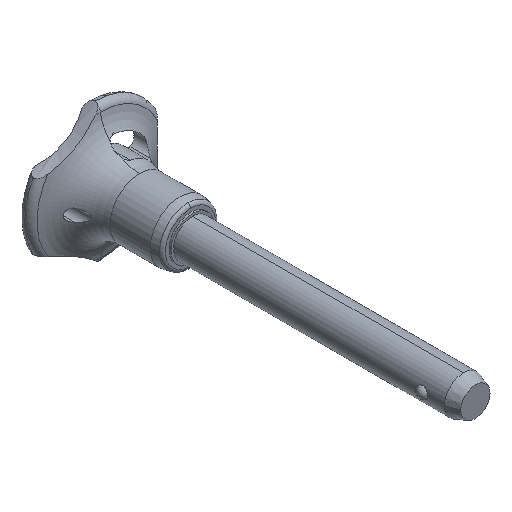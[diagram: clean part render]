
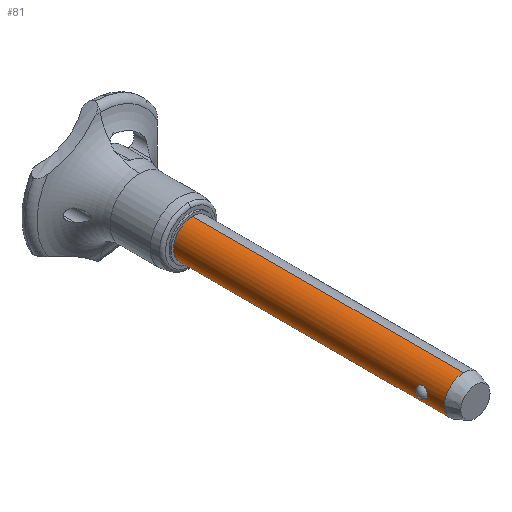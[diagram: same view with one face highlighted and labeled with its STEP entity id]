
A CAD part, isometric view. The second image highlights one B-rep face of the part: STEP entity #81.
In plain terms, the highlighted cylindrical face has radius 3.969 mm (diameter 7.938 mm), a partial arc.
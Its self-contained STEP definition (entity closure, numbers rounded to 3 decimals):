
#81=ADVANCED_FACE('',(#206,#207),#208,.T.);
#206=FACE_OUTER_BOUND('',#378,.T.);
#207=FACE_BOUND('',#379,.T.);
#208=CYLINDRICAL_SURFACE('',#380,3.969);
#378=EDGE_LOOP('',(#558,#559,#560,#561,#562));
#379=EDGE_LOOP('',(#563,#564));
#380=AXIS2_PLACEMENT_3D('',#565,#566,#567);
#558=ORIENTED_EDGE('',*,*,#1068,.F.);
#559=ORIENTED_EDGE('',*,*,#1069,.T.);
#560=ORIENTED_EDGE('',*,*,#1070,.T.);
#561=ORIENTED_EDGE('',*,*,#1071,.F.);
#562=ORIENTED_EDGE('',*,*,#1072,.F.);
#563=ORIENTED_EDGE('',*,*,#1073,.T.);
#564=ORIENTED_EDGE('',*,*,#1074,.T.);
#565=CARTESIAN_POINT('',(0.,-29.591,0.0));
#566=DIRECTION('',(0.,1.0,0.0));
#567=DIRECTION('',(0.0,0.0,-1.0));
#1068=EDGE_CURVE('',#1285,#1286,#1287,.T.);
#1069=EDGE_CURVE('',#1285,#1288,#1289,.T.);
#1070=EDGE_CURVE('',#1288,#1290,#1291,.T.);
#1071=EDGE_CURVE('',#1292,#1290,#1293,.T.);
#1072=EDGE_CURVE('',#1286,#1292,#1294,.T.);
#1073=EDGE_CURVE('',#1295,#1296,#1297,.T.);
#1074=EDGE_CURVE('',#1296,#1295,#1298,.T.);
#1285=VERTEX_POINT('',#1719);
#1286=VERTEX_POINT('',#1720);
#1287=LINE('',#1721,#1722);
#1288=VERTEX_POINT('',#1723);
#1289=CIRCLE('',#1724,3.969);
#1290=VERTEX_POINT('',#1725);
#1291=CIRCLE('',#1726,3.969);
#1292=VERTEX_POINT('',#1727);
#1293=LINE('',#1728,#1729);
#1294=CIRCLE('',#1730,3.969);
#1295=VERTEX_POINT('',#1731);
#1296=VERTEX_POINT('',#1732);
#1297=B_SPLINE_CURVE_WITH_KNOTS('',3,(#1733,#1734,#1735,#1736,#1737,#1738,#1739,#1740,#1741,#1742,#1743,#1744,#1745,#1746,#1747,#1748,#1749,#1750,#1751,#1752,#1753,#1754,#1755,#1756,#1757,#1758),.UNSPECIFIED.,.F.,.F.,(4,2,2,2,2,2,2,2,2,2,2,2,4),(0.0,0.401,0.802,0.988,1.174,1.485,1.795,2.106,2.416,2.603,2.789,3.19,3.59),.UNSPECIFIED.);
#1298=B_SPLINE_CURVE_WITH_KNOTS('',3,(#1759,#1760,#1761,#1762,#1763,#1764,#1765,#1766,#1767,#1768,#1769,#1770,#1771,#1772,#1773,#1774,#1775,#1776,#1777,#1778,#1779,#1780,#1781,#1782,#1783,#1784),.UNSPECIFIED.,.F.,.F.,(4,2,2,2,2,2,2,2,2,2,2,2,4),(3.59,3.991,4.392,4.578,4.764,5.075,5.386,5.696,6.007,6.193,6.379,6.78,7.181),.UNSPECIFIED.);
#1719=CARTESIAN_POINT('',(0.,-56.667,-3.969));
#1720=CARTESIAN_POINT('',(0.,0.0,-3.969));
#1721=CARTESIAN_POINT('',(0.,-29.591,-3.969));
#1722=VECTOR('',#3336,1.0);
#1723=CARTESIAN_POINT('',(-3.969,-56.667,0.));
#1724=AXIS2_PLACEMENT_3D('',#3337,#3338,#3339);
#1725=CARTESIAN_POINT('',(0.,-56.667,3.969));
#1726=AXIS2_PLACEMENT_3D('',#3340,#3341,#3342);
#1727=CARTESIAN_POINT('',(0.,0.,3.969));
#1728=CARTESIAN_POINT('',(0.,-29.591,3.969));
#1729=VECTOR('',#3343,1.0);
#1730=AXIS2_PLACEMENT_3D('',#3344,#3345,#3346);
#1731=CARTESIAN_POINT('',(-3.776,-51.964,1.222));
#1732=CARTESIAN_POINT('',(-3.776,-51.964,-1.222));
#1733=CARTESIAN_POINT('',(-3.776,-51.964,1.222));
#1734=CARTESIAN_POINT('',(-3.776,-52.097,1.222));
#1735=CARTESIAN_POINT('',(-3.784,-52.24,1.197));
#1736=CARTESIAN_POINT('',(-3.815,-52.504,1.095));
#1737=CARTESIAN_POINT('',(-3.837,-52.626,1.018));
#1738=CARTESIAN_POINT('',(-3.868,-52.769,0.889));
#1739=CARTESIAN_POINT('',(-3.879,-52.816,0.841));
#1740=CARTESIAN_POINT('',(-3.9,-52.899,0.736));
#1741=CARTESIAN_POINT('',(-3.911,-52.936,0.68));
#1742=CARTESIAN_POINT('',(-3.933,-53.017,0.536));
#1743=CARTESIAN_POINT('',(-3.947,-53.059,0.432));
#1744=CARTESIAN_POINT('',(-3.964,-53.115,0.216));
#1745=CARTESIAN_POINT('',(-3.969,-53.128,0.104));
#1746=CARTESIAN_POINT('',(-3.969,-53.128,-0.104));
#1747=CARTESIAN_POINT('',(-3.964,-53.115,-0.216));
#1748=CARTESIAN_POINT('',(-3.947,-53.059,-0.432));
#1749=CARTESIAN_POINT('',(-3.933,-53.017,-0.536));
#1750=CARTESIAN_POINT('',(-3.911,-52.936,-0.68));
#1751=CARTESIAN_POINT('',(-3.9,-52.899,-0.736));
#1752=CARTESIAN_POINT('',(-3.879,-52.816,-0.841));
#1753=CARTESIAN_POINT('',(-3.868,-52.769,-0.889));
#1754=CARTESIAN_POINT('',(-3.837,-52.626,-1.018));
#1755=CARTESIAN_POINT('',(-3.815,-52.504,-1.095));
#1756=CARTESIAN_POINT('',(-3.784,-52.24,-1.197));
#1757=CARTESIAN_POINT('',(-3.776,-52.097,-1.222));
#1758=CARTESIAN_POINT('',(-3.776,-51.964,-1.222));
#1759=CARTESIAN_POINT('',(-3.776,-51.964,-1.222));
#1760=CARTESIAN_POINT('',(-3.776,-51.83,-1.222));
#1761=CARTESIAN_POINT('',(-3.784,-51.688,-1.197));
#1762=CARTESIAN_POINT('',(-3.815,-51.424,-1.095));
#1763=CARTESIAN_POINT('',(-3.837,-51.302,-1.018));
#1764=CARTESIAN_POINT('',(-3.868,-51.158,-0.889));
#1765=CARTESIAN_POINT('',(-3.879,-51.112,-0.841));
#1766=CARTESIAN_POINT('',(-3.9,-51.028,-0.736));
#1767=CARTESIAN_POINT('',(-3.911,-50.991,-0.68));
#1768=CARTESIAN_POINT('',(-3.933,-50.911,-0.536));
#1769=CARTESIAN_POINT('',(-3.947,-50.868,-0.432));
#1770=CARTESIAN_POINT('',(-3.964,-50.813,-0.216));
#1771=CARTESIAN_POINT('',(-3.969,-50.8,-0.104));
#1772=CARTESIAN_POINT('',(-3.969,-50.8,0.104));
#1773=CARTESIAN_POINT('',(-3.964,-50.813,0.216));
#1774=CARTESIAN_POINT('',(-3.947,-50.868,0.432));
#1775=CARTESIAN_POINT('',(-3.933,-50.911,0.536));
#1776=CARTESIAN_POINT('',(-3.911,-50.991,0.68));
#1777=CARTESIAN_POINT('',(-3.9,-51.028,0.736));
#1778=CARTESIAN_POINT('',(-3.879,-51.112,0.841));
#1779=CARTESIAN_POINT('',(-3.868,-51.158,0.889));
#1780=CARTESIAN_POINT('',(-3.837,-51.302,1.018));
#1781=CARTESIAN_POINT('',(-3.815,-51.424,1.095));
#1782=CARTESIAN_POINT('',(-3.784,-51.688,1.197));
#1783=CARTESIAN_POINT('',(-3.776,-51.83,1.222));
#1784=CARTESIAN_POINT('',(-3.776,-51.964,1.222));
#3336=DIRECTION('',(0.,1.0,0.0));
#3337=CARTESIAN_POINT('',(0.,-56.667,0.0));
#3338=DIRECTION('',(0.,1.0,0.));
#3339=DIRECTION('',(0.,0.,-1.0));
#3340=CARTESIAN_POINT('',(0.,-56.667,0.0));
#3341=DIRECTION('',(0.,1.0,0.));
#3342=DIRECTION('',(0.,0.,-1.0));
#3343=DIRECTION('',(0.,-1.0,-0.0));
#3344=CARTESIAN_POINT('',(0.,0.0,0.0));
#3345=DIRECTION('',(0.,1.0,0.0));
#3346=DIRECTION('',(0.0,0.0,-1.0));
